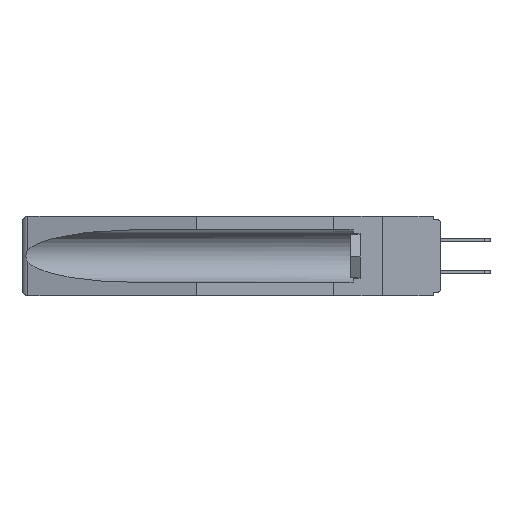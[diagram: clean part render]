
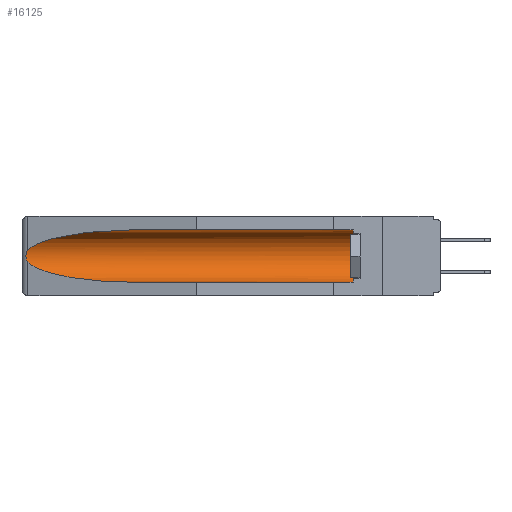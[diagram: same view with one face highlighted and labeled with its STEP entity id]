
A CAD part, left-side view. The second image highlights one B-rep face of the part: STEP entity #16125.
In plain terms, the highlighted cylindrical face has radius 2.857 mm (diameter 5.715 mm), a partial arc.
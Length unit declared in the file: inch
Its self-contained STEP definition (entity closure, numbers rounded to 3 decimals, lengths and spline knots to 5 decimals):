
#278 = CARTESIAN_POINT ( 'NONE',  ( 0.155, 0.126, -0.284 ) ) ;
#454 = EDGE_CURVE ( 'NONE', #4041, #1209, #16306, .T. ) ;
#591 = ORIENTED_EDGE ( 'NONE', *, *, #7475, .F. ) ;
#1007 = CARTESIAN_POINT ( 'NONE',  ( 0.21114, 1.30732, -0.284 ) ) ;
#1161 =( BOUNDED_CURVE ( )  B_SPLINE_CURVE ( 3, ( #18534, #24436, #3350, #8973 ),
 .UNSPECIFIED., .F., .F. ) 
 B_SPLINE_CURVE_WITH_KNOTS ( ( 4, 4 ),
 ( 4.71239, 6.08839 ),
 .UNSPECIFIED. ) 
 CURVE ( )  GEOMETRIC_REPRESENTATION_ITEM ( )  RATIONAL_B_SPLINE_CURVE ( ( 1., 0.848, 0.848, 1. ) ) 
 REPRESENTATION_ITEM ( '' )  );
#1209 = VERTEX_POINT ( 'NONE', #5711 ) ;
#1531 = CARTESIAN_POINT ( 'NONE',  ( 0.26597, 1.52961, -0.15275 ) ) ;
#1870 = CARTESIAN_POINT ( 'NONE',  ( 0.2675, 1.53308, -0.16763 ) ) ;
#2004 = CARTESIAN_POINT ( 'NONE',  ( 0.26537, 1.52718, -0.19328 ) ) ;
#2779 = ORIENTED_EDGE ( 'NONE', *, *, #15077, .T. ) ;
#3350 = CARTESIAN_POINT ( 'NONE',  ( 0.25451, 1.48313, -0.09465 ) ) ;
#4041 = VERTEX_POINT ( 'NONE', #2004 ) ;
#4116 = EDGE_LOOP ( 'NONE', ( #2779, #10987, #6459, #591, #22149, #8702 ) ) ;
#4668 = DIRECTION ( 'NONE',  ( 0., 0., 1. ) ) ;
#4980 = CARTESIAN_POINT ( 'NONE',  ( 0.155, 0.126, -0.059 ) ) ;
#5153 = FACE_OUTER_BOUND ( 'NONE', #4116, .T. ) ;
#5226 = CARTESIAN_POINT ( 'NONE',  ( 0.26537, 1.52718, -0.14972 ) ) ;
#5227 = VECTOR ( 'NONE', #10531, 39.37008 ) ;
#5652 = CARTESIAN_POINT ( 'NONE',  ( 0.2673, 1.53269, -0.17917 ) ) ;
#5711 = CARTESIAN_POINT ( 'NONE',  ( 0.155, 1.07973, -0.284 ) ) ;
#6053 = EDGE_CURVE ( 'NONE', #12862, #12590, #17025, .T. ) ;
#6459 = ORIENTED_EDGE ( 'NONE', *, *, #454, .T. ) ;
#7411 = CARTESIAN_POINT ( 'NONE',  ( 0.26655, 1.53094, -0.18657 ) ) ;
#7475 = EDGE_CURVE ( 'NONE', #12862, #1209, #19234, .T. ) ;
#8702 = ORIENTED_EDGE ( 'NONE', *, *, #15320, .T. ) ;
#8973 = CARTESIAN_POINT ( 'NONE',  ( 0.26537, 1.52718, -0.14972 ) ) ;
#9396 = CARTESIAN_POINT ( 'NONE',  ( 0.2673, 1.5327, -0.16383 ) ) ;
#10252 = CARTESIAN_POINT ( 'NONE',  ( 0.155, 0.126, -0.1715 ) ) ;
#10531 = DIRECTION ( 'NONE',  ( 0., 1., 0. ) ) ;
#10834 = AXIS2_PLACEMENT_3D ( 'NONE', #15901, #11934, #13933 ) ;
#10987 = ORIENTED_EDGE ( 'NONE', *, *, #20011, .T. ) ;
#11934 = DIRECTION ( 'NONE',  ( 0., 1., 0. ) ) ;
#12218 = DIRECTION ( 'NONE',  ( 0., -1., 0. ) ) ;
#12590 = VERTEX_POINT ( 'NONE', #4980 ) ;
#12680 = B_SPLINE_CURVE_WITH_KNOTS ( 'NONE', 3,
 ( #20547, #1531, #20792, #9396, #1870, #24539, #5652, #7411, #17141, #22630 ),
 .UNSPECIFIED., .F., .F.,
 ( 4, 2, 2, 2, 4 ),
 ( 0., 0.00029, 0.00058, 0.00087, 0.00117 ),
 .UNSPECIFIED. ) ;
#12862 = VERTEX_POINT ( 'NONE', #278 ) ;
#13007 = VECTOR ( 'NONE', #14633, 39.37008 ) ;
#13168 = CARTESIAN_POINT ( 'NONE',  ( 0.155, 1.07973, -0.059 ) ) ;
#13933 = DIRECTION ( 'NONE',  ( 0., 0., 1. ) ) ;
#14577 = CARTESIAN_POINT ( 'NONE',  ( 0.25451, 1.48313, -0.24835 ) ) ;
#14633 = DIRECTION ( 'NONE',  ( 0., 1., 0. ) ) ;
#15077 = EDGE_CURVE ( 'NONE', #20555, #20762, #1161, .T. ) ;
#15320 = EDGE_CURVE ( 'NONE', #12590, #20555, #15660, .T. ) ;
#15660 = LINE ( 'NONE', #23594, #13007 ) ;
#15901 = CARTESIAN_POINT ( 'NONE',  ( 0.155, -0.30754, -0.1715 ) ) ;
#16125 = ADVANCED_FACE ( 'NONE', ( #5153 ), #21544, .F. ) ;
#16274 = AXIS2_PLACEMENT_3D ( 'NONE', #10252, #12218, #4668 ) ;
#16306 =( BOUNDED_CURVE ( )  B_SPLINE_CURVE ( 3, ( #18031, #14577, #1007, #16456 ),
 .UNSPECIFIED., .F., .F. ) 
 B_SPLINE_CURVE_WITH_KNOTS ( ( 4, 4 ),
 ( 0.1948, 1.5708 ),
 .UNSPECIFIED. ) 
 CURVE ( )  GEOMETRIC_REPRESENTATION_ITEM ( )  RATIONAL_B_SPLINE_CURVE ( ( 1., 0.848, 0.848, 1. ) ) 
 REPRESENTATION_ITEM ( '' )  );
#16456 = CARTESIAN_POINT ( 'NONE',  ( 0.155, 1.07973, -0.284 ) ) ;
#17025 = CIRCLE ( 'NONE', #16274, 0.1125 ) ;
#17141 = CARTESIAN_POINT ( 'NONE',  ( 0.26597, 1.5296, -0.19026 ) ) ;
#17947 = CARTESIAN_POINT ( 'NONE',  ( 0.155, -0.30754, -0.284 ) ) ;
#18031 = CARTESIAN_POINT ( 'NONE',  ( 0.26537, 1.52718, -0.19328 ) ) ;
#18534 = CARTESIAN_POINT ( 'NONE',  ( 0.155, 1.07973, -0.059 ) ) ;
#19234 = LINE ( 'NONE', #17947, #5227 ) ;
#20011 = EDGE_CURVE ( 'NONE', #20762, #4041, #12680, .T. ) ;
#20547 = CARTESIAN_POINT ( 'NONE',  ( 0.26537, 1.52718, -0.14972 ) ) ;
#20555 = VERTEX_POINT ( 'NONE', #13168 ) ;
#20762 = VERTEX_POINT ( 'NONE', #5226 ) ;
#20792 = CARTESIAN_POINT ( 'NONE',  ( 0.26654, 1.53092, -0.15636 ) ) ;
#21544 = CYLINDRICAL_SURFACE ( 'NONE', #10834, 0.1125 ) ;
#22149 = ORIENTED_EDGE ( 'NONE', *, *, #6053, .T. ) ;
#22630 = CARTESIAN_POINT ( 'NONE',  ( 0.26537, 1.52718, -0.19328 ) ) ;
#23594 = CARTESIAN_POINT ( 'NONE',  ( 0.155, -0.30754, -0.059 ) ) ;
#24436 = CARTESIAN_POINT ( 'NONE',  ( 0.21114, 1.30732, -0.059 ) ) ;
#24539 = CARTESIAN_POINT ( 'NONE',  ( 0.2675, 1.53308, -0.17534 ) ) ;
